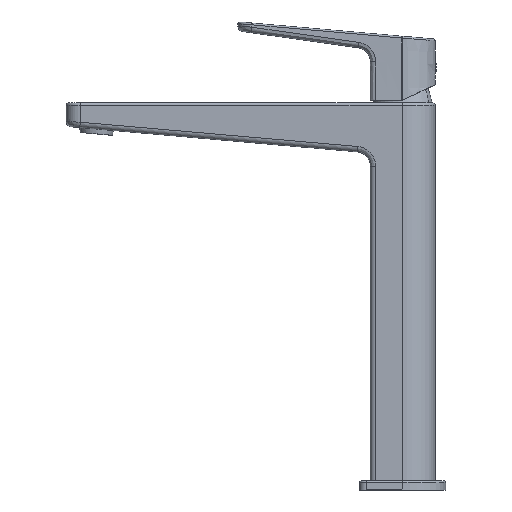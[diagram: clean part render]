
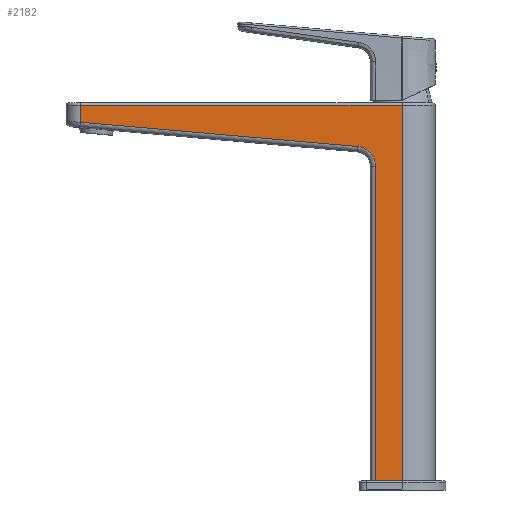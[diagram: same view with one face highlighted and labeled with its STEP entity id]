
A CAD part, left-side view. The second image highlights one B-rep face of the part: STEP entity #2182.
In plain terms, the highlighted planar face has unit normal (1, -0.018, 0).
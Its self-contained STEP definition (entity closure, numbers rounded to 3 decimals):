
#2091=CARTESIAN_POINT('Axis2P3D Location',(-41.209,-31.377,16.377)) ;
#2096=CARTESIAN_POINT('Line Origine',(-40.855,-11.068,18.377)) ;
#2100=CARTESIAN_POINT('Vertex',(-40.855,-11.068,20.377)) ;
#2102=CARTESIAN_POINT('Vertex',(-40.855,-11.068,16.377)) ;
#2105=CARTESIAN_POINT('Line Origine',(-40.726,-3.697,16.377)) ;
#2109=CARTESIAN_POINT('Vertex',(-40.597,3.675,16.377)) ;
#2112=CARTESIAN_POINT('Line Origine',(-40.597,3.675,18.377)) ;
#2116=CARTESIAN_POINT('Vertex',(-40.597,3.675,20.377)) ;
#2119=CARTESIAN_POINT('Line Origine',(-40.597,3.675,105.819)) ;
#2123=CARTESIAN_POINT('Vertex',(-40.597,3.675,191.261)) ;
#2127=CARTESIAN_POINT('Control Point',(-40.597,3.675,191.261)) ;
#2128=CARTESIAN_POINT('Control Point',(-40.597,3.675,191.751)) ;
#2129=CARTESIAN_POINT('Control Point',(-40.597,3.702,192.241)) ;
#2130=CARTESIAN_POINT('Control Point',(-40.596,3.757,192.729)) ;
#2131=CARTESIAN_POINT('Control Point',(-40.592,3.993,194.126)) ;
#2132=CARTESIAN_POINT('Control Point',(-40.584,4.45,195.473)) ;
#2133=CARTESIAN_POINT('Control Point',(-40.577,4.841,196.319)) ;
#2134=CARTESIAN_POINT('Control Point',(-40.56,5.795,197.916)) ;
#2135=CARTESIAN_POINT('Control Point',(-40.538,7.059,199.279)) ;
#2136=CARTESIAN_POINT('Control Point',(-40.526,7.761,199.892)) ;
#2137=CARTESIAN_POINT('Control Point',(-40.5,9.283,200.96)) ;
#2138=CARTESIAN_POINT('Control Point',(-40.47,10.993,201.689)) ;
#2139=CARTESIAN_POINT('Control Point',(-40.454,11.884,201.961)) ;
#2140=CARTESIAN_POINT('Control Point',(-40.438,12.796,202.139)) ;
#2141=CARTESIAN_POINT('Control Point',(-40.422,13.716,202.219)) ;
#2142=CARTESIAN_POINT('Vertex',(-40.422,13.716,202.219)) ;
#2145=CARTESIAN_POINT('Line Origine',(-39.078,90.739,208.958)) ;
#2149=CARTESIAN_POINT('Vertex',(-37.733,167.762,215.697)) ;
#2152=CARTESIAN_POINT('Line Origine',(-37.733,167.762,220.437)) ;
#2156=CARTESIAN_POINT('Vertex',(-37.733,167.762,225.177)) ;
#2159=CARTESIAN_POINT('Line Origine',(-39.294,78.347,225.177)) ;
#2163=CARTESIAN_POINT('Vertex',(-40.855,-11.068,225.177)) ;
#2166=CARTESIAN_POINT('Line Origine',(-40.855,-11.068,122.777)) ;
#2098=VECTOR('Line Direction',#2097,1.) ;
#2107=VECTOR('Line Direction',#2106,1.) ;
#2114=VECTOR('Line Direction',#2113,1.) ;
#2121=VECTOR('Line Direction',#2120,1.) ;
#2147=VECTOR('Line Direction',#2146,1.) ;
#2154=VECTOR('Line Direction',#2153,1.) ;
#2161=VECTOR('Line Direction',#2160,1.) ;
#2168=VECTOR('Line Direction',#2167,1.) ;
#2092=DIRECTION('Axis2P3D Direction',(1.,-0.017,0.)) ;
#2093=DIRECTION('Axis2P3D XDirection',(0.017,1.,0.)) ;
#2097=DIRECTION('Vector Direction',(0.,0.,1.)) ;
#2106=DIRECTION('Vector Direction',(-0.017,-1.,0.)) ;
#2113=DIRECTION('Vector Direction',(0.,0.,1.)) ;
#2120=DIRECTION('Vector Direction',(0.,0.,1.)) ;
#2146=DIRECTION('Vector Direction',(0.017,0.996,0.087)) ;
#2153=DIRECTION('Vector Direction',(0.,0.,1.)) ;
#2160=DIRECTION('Vector Direction',(-0.017,-1.,0.)) ;
#2167=DIRECTION('Vector Direction',(0.,0.,-1.)) ;
#2094=AXIS2_PLACEMENT_3D('Plane Axis2P3D',#2091,#2092,#2093) ;
#2099=LINE('Line',#2096,#2098) ;
#2108=LINE('Line',#2105,#2107) ;
#2115=LINE('Line',#2112,#2114) ;
#2122=LINE('Line',#2119,#2121) ;
#2148=LINE('Line',#2145,#2147) ;
#2155=LINE('Line',#2152,#2154) ;
#2162=LINE('Line',#2159,#2161) ;
#2169=LINE('Line',#2166,#2168) ;
#2095=PLANE('',#2094) ;
#2104=EDGE_CURVE('',#2101,#2103,#2099,.F.) ;
#2111=EDGE_CURVE('',#2103,#2110,#2108,.F.) ;
#2118=EDGE_CURVE('',#2110,#2117,#2115,.T.) ;
#2125=EDGE_CURVE('',#2117,#2124,#2122,.T.) ;
#2144=EDGE_CURVE('',#2124,#2143,#2126,.T.) ;
#2151=EDGE_CURVE('',#2143,#2150,#2148,.T.) ;
#2158=EDGE_CURVE('',#2150,#2157,#2155,.T.) ;
#2165=EDGE_CURVE('',#2157,#2164,#2162,.T.) ;
#2170=EDGE_CURVE('',#2164,#2101,#2169,.T.) ;
#2172=ORIENTED_EDGE('',*,*,#2104,.T.) ;
#2173=ORIENTED_EDGE('',*,*,#2111,.T.) ;
#2174=ORIENTED_EDGE('',*,*,#2118,.T.) ;
#2175=ORIENTED_EDGE('',*,*,#2125,.T.) ;
#2176=ORIENTED_EDGE('',*,*,#2144,.T.) ;
#2177=ORIENTED_EDGE('',*,*,#2151,.T.) ;
#2178=ORIENTED_EDGE('',*,*,#2158,.T.) ;
#2179=ORIENTED_EDGE('',*,*,#2165,.T.) ;
#2180=ORIENTED_EDGE('',*,*,#2170,.T.) ;
#2171=EDGE_LOOP('',(#2172,#2173,#2174,#2175,#2176,#2177,#2178,#2179,#2180)) ;
#2101=VERTEX_POINT('',#2100) ;
#2103=VERTEX_POINT('',#2102) ;
#2110=VERTEX_POINT('',#2109) ;
#2117=VERTEX_POINT('',#2116) ;
#2124=VERTEX_POINT('',#2123) ;
#2143=VERTEX_POINT('',#2142) ;
#2150=VERTEX_POINT('',#2149) ;
#2157=VERTEX_POINT('',#2156) ;
#2164=VERTEX_POINT('',#2163) ;
#2182=ADVANCED_FACE('Superficie.264',(#2181),#2095,.T.) ;
#2126=B_SPLINE_CURVE_WITH_KNOTS('',5,(#2127,#2128,#2129,#2130,#2131,#2132,#2133,#2134,#2135,#2136,#2137,#2138,#2139,#2140,#2141),.UNSPECIFIED.,.F.,.U.,(6,3,3,3,6),(32.645,35.675,41.393,47.111,52.826),.UNSPECIFIED.) ;
#2181=FACE_OUTER_BOUND('',#2171,.T.) ;
